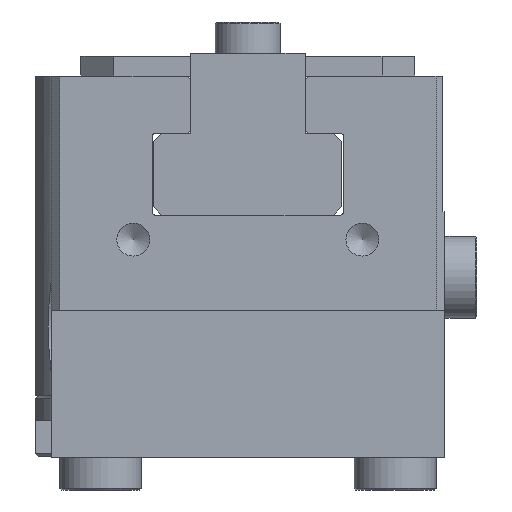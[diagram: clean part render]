
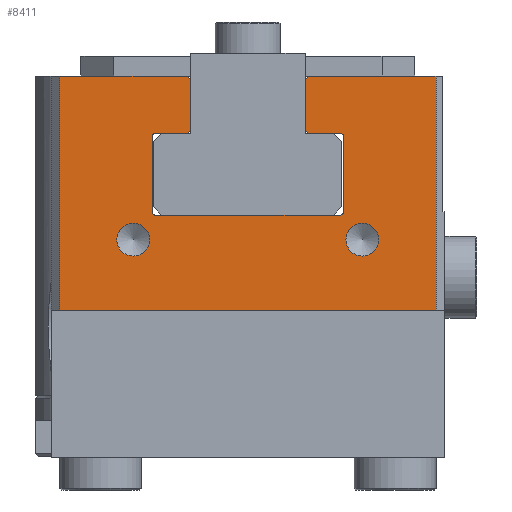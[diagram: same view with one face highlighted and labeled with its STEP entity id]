
A CAD part, left-side view. The second image highlights one B-rep face of the part: STEP entity #8411.
In plain terms, the highlighted planar face has unit normal (-1, 0, 0).
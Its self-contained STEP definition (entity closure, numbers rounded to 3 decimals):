
#691=FACE_BOUND('',#1675,.T.);
#692=FACE_BOUND('',#1676,.T.);
#819=PLANE('',#9144);
#1156=FACE_OUTER_BOUND('',#1674,.T.);
#1674=EDGE_LOOP('',(#6702,#6703,#6704,#6705,#6706,#6707,#6708,#6709,#6710,
#6711,#6712,#6713,#6714,#6715,#6716,#6717,#6718,#6719,#6720,#6721));
#1675=EDGE_LOOP('',(#6722));
#1676=EDGE_LOOP('',(#6723));
#2276=LINE('',#14250,#2967);
#2287=LINE('',#14281,#2978);
#2290=LINE('',#14294,#2981);
#2291=LINE('',#14297,#2982);
#2292=LINE('',#14299,#2983);
#2293=LINE('',#14301,#2984);
#2294=LINE('',#14303,#2985);
#2295=LINE('',#14307,#2986);
#2296=LINE('',#14311,#2987);
#2297=LINE('',#14315,#2988);
#2298=LINE('',#14319,#2989);
#2299=LINE('',#14321,#2990);
#2300=LINE('',#14323,#2991);
#2301=LINE('',#14324,#2992);
#2302=LINE('',#14326,#2993);
#2303=LINE('',#14327,#2994);
#2967=VECTOR('',#10377,10.);
#2978=VECTOR('',#10406,10.);
#2981=VECTOR('',#10419,10.);
#2982=VECTOR('',#10422,10.);
#2983=VECTOR('',#10423,10.);
#2984=VECTOR('',#10424,10.);
#2985=VECTOR('',#10425,10.);
#2986=VECTOR('',#10428,10.);
#2987=VECTOR('',#10431,10.);
#2988=VECTOR('',#10434,10.);
#2989=VECTOR('',#10437,10.);
#2990=VECTOR('',#10438,10.);
#2991=VECTOR('',#10439,10.);
#2992=VECTOR('',#10440,10.);
#2993=VECTOR('',#10441,10.);
#2994=VECTOR('',#10442,10.);
#3493=CIRCLE('',#9066,1.007);
#3495=CIRCLE('',#9070,1.007);
#3535=CIRCLE('',#9145,0.2);
#3536=CIRCLE('',#9146,0.2);
#3537=CIRCLE('',#9147,0.2);
#3538=CIRCLE('',#9148,0.2);
#3868=VERTEX_POINT('',#12512);
#3871=VERTEX_POINT('',#12521);
#4100=VERTEX_POINT('',#14247);
#4101=VERTEX_POINT('',#14249);
#4111=VERTEX_POINT('',#14278);
#4112=VERTEX_POINT('',#14280);
#4117=VERTEX_POINT('',#14292);
#4118=VERTEX_POINT('',#14296);
#4119=VERTEX_POINT('',#14298);
#4120=VERTEX_POINT('',#14300);
#4121=VERTEX_POINT('',#14302);
#4122=VERTEX_POINT('',#14304);
#4123=VERTEX_POINT('',#14306);
#4124=VERTEX_POINT('',#14308);
#4125=VERTEX_POINT('',#14310);
#4126=VERTEX_POINT('',#14312);
#4127=VERTEX_POINT('',#14314);
#4128=VERTEX_POINT('',#14316);
#4129=VERTEX_POINT('',#14318);
#4130=VERTEX_POINT('',#14320);
#4131=VERTEX_POINT('',#14322);
#4132=VERTEX_POINT('',#14325);
#4730=EDGE_CURVE('',#3868,#3868,#3493,.T.);
#4734=EDGE_CURVE('',#3871,#3871,#3495,.T.);
#5048=EDGE_CURVE('',#4100,#4101,#2276,.T.);
#5064=EDGE_CURVE('',#4111,#4112,#2287,.T.);
#5071=EDGE_CURVE('',#4112,#4117,#2290,.T.);
#5072=EDGE_CURVE('',#4118,#4111,#2291,.T.);
#5073=EDGE_CURVE('',#4118,#4119,#2292,.T.);
#5074=EDGE_CURVE('',#4120,#4119,#2293,.T.);
#5075=EDGE_CURVE('',#4120,#4121,#2294,.T.);
#5076=EDGE_CURVE('',#4122,#4121,#3535,.T.);
#5077=EDGE_CURVE('',#4122,#4123,#2295,.T.);
#5078=EDGE_CURVE('',#4124,#4123,#3536,.T.);
#5079=EDGE_CURVE('',#4124,#4125,#2296,.T.);
#5080=EDGE_CURVE('',#4126,#4125,#3537,.T.);
#5081=EDGE_CURVE('',#4126,#4127,#2297,.T.);
#5082=EDGE_CURVE('',#4128,#4127,#3538,.T.);
#5083=EDGE_CURVE('',#4128,#4129,#2298,.T.);
#5084=EDGE_CURVE('',#4130,#4129,#2299,.T.);
#5085=EDGE_CURVE('',#4130,#4131,#2300,.T.);
#5086=EDGE_CURVE('',#4101,#4131,#2301,.T.);
#5087=EDGE_CURVE('',#4132,#4100,#2302,.T.);
#5088=EDGE_CURVE('',#4132,#4117,#2303,.T.);
#6702=ORIENTED_EDGE('',*,*,#5071,.F.);
#6703=ORIENTED_EDGE('',*,*,#5064,.F.);
#6704=ORIENTED_EDGE('',*,*,#5072,.F.);
#6705=ORIENTED_EDGE('',*,*,#5073,.T.);
#6706=ORIENTED_EDGE('',*,*,#5074,.F.);
#6707=ORIENTED_EDGE('',*,*,#5075,.T.);
#6708=ORIENTED_EDGE('',*,*,#5076,.F.);
#6709=ORIENTED_EDGE('',*,*,#5077,.T.);
#6710=ORIENTED_EDGE('',*,*,#5078,.F.);
#6711=ORIENTED_EDGE('',*,*,#5079,.T.);
#6712=ORIENTED_EDGE('',*,*,#5080,.F.);
#6713=ORIENTED_EDGE('',*,*,#5081,.T.);
#6714=ORIENTED_EDGE('',*,*,#5082,.F.);
#6715=ORIENTED_EDGE('',*,*,#5083,.T.);
#6716=ORIENTED_EDGE('',*,*,#5084,.F.);
#6717=ORIENTED_EDGE('',*,*,#5085,.T.);
#6718=ORIENTED_EDGE('',*,*,#5086,.F.);
#6719=ORIENTED_EDGE('',*,*,#5048,.F.);
#6720=ORIENTED_EDGE('',*,*,#5087,.F.);
#6721=ORIENTED_EDGE('',*,*,#5088,.T.);
#6722=ORIENTED_EDGE('',*,*,#4730,.T.);
#6723=ORIENTED_EDGE('',*,*,#4734,.T.);
#8411=ADVANCED_FACE('',(#1156,#691,#692),#819,.T.);
#9066=AXIS2_PLACEMENT_3D('',#12513,#10102,#10103);
#9070=AXIS2_PLACEMENT_3D('',#12522,#10112,#10113);
#9144=AXIS2_PLACEMENT_3D('',#14295,#10420,#10421);
#9145=AXIS2_PLACEMENT_3D('',#14305,#10426,#10427);
#9146=AXIS2_PLACEMENT_3D('',#14309,#10429,#10430);
#9147=AXIS2_PLACEMENT_3D('',#14313,#10432,#10433);
#9148=AXIS2_PLACEMENT_3D('',#14317,#10435,#10436);
#10102=DIRECTION('center_axis',(1.,0.,0.));
#10103=DIRECTION('ref_axis',(0.,0.,1.));
#10112=DIRECTION('center_axis',(1.,0.,0.));
#10113=DIRECTION('ref_axis',(0.,0.,1.));
#10377=DIRECTION('',(0.,-1.,0.));
#10406=DIRECTION('',(0.,-1.,0.));
#10419=DIRECTION('',(0.,0.,-1.));
#10420=DIRECTION('center_axis',(-1.,0.,0.));
#10421=DIRECTION('ref_axis',(0.,-1.,0.));
#10422=DIRECTION('',(0.,-0.707,0.707));
#10423=DIRECTION('',(0.,0.,-1.));
#10424=DIRECTION('',(0.,0.707,0.707));
#10425=DIRECTION('',(0.,-1.,0.));
#10426=DIRECTION('center_axis',(-1.,0.,0.));
#10427=DIRECTION('ref_axis',(0.,-0.707,0.707));
#10428=DIRECTION('',(0.,0.,-1.));
#10429=DIRECTION('center_axis',(-1.,0.,0.));
#10430=DIRECTION('ref_axis',(0.,-0.707,-0.707));
#10431=DIRECTION('',(0.,1.,0.));
#10432=DIRECTION('center_axis',(-1.,0.,0.));
#10433=DIRECTION('ref_axis',(0.,0.707,-0.707));
#10434=DIRECTION('',(0.,0.,1.));
#10435=DIRECTION('center_axis',(-1.,0.,0.));
#10436=DIRECTION('ref_axis',(0.,0.707,0.707));
#10437=DIRECTION('',(0.,-1.,0.));
#10438=DIRECTION('',(0.,0.707,-0.707));
#10439=DIRECTION('',(0.,0.,1.));
#10440=DIRECTION('',(0.,-0.707,-0.707));
#10441=DIRECTION('',(0.,0.,1.));
#10442=DIRECTION('',(0.,-1.,0.));
#12512=CARTESIAN_POINT('',(-25.,7.,0.644));
#12513=CARTESIAN_POINT('Origin',(-25.,7.,1.65));
#12521=CARTESIAN_POINT('',(-25.,-7.,0.644));
#12522=CARTESIAN_POINT('Origin',(-25.,-7.,1.65));
#14247=CARTESIAN_POINT('',(-25.,11.5,11.65));
#14249=CARTESIAN_POINT('',(-25.,3.7,11.65));
#14250=CARTESIAN_POINT('',(-25.,12.,11.65));
#14278=CARTESIAN_POINT('',(-25.,-3.7,11.65));
#14280=CARTESIAN_POINT('',(-25.,-11.5,11.65));
#14281=CARTESIAN_POINT('',(-25.,12.,11.65));
#14292=CARTESIAN_POINT('',(-25.,-11.5,-2.65));
#14294=CARTESIAN_POINT('',(-25.,-11.5,0.));
#14295=CARTESIAN_POINT('Origin',(-25.,12.,0.));
#14296=CARTESIAN_POINT('',(-25.,-3.5,11.45));
#14297=CARTESIAN_POINT('',(-25.,3.188,4.763));
#14298=CARTESIAN_POINT('',(-25.,-3.5,8.35));
#14299=CARTESIAN_POINT('',(-25.,-3.5,5.825));
#14300=CARTESIAN_POINT('',(-25.,-3.7,8.15));
#14301=CARTESIAN_POINT('',(-25.,-1.762,10.088));
#14302=CARTESIAN_POINT('',(-25.,-5.65,8.15));
#14303=CARTESIAN_POINT('',(-25.,4.25,8.15));
#14304=CARTESIAN_POINT('',(-25.,-5.85,7.95));
#14305=CARTESIAN_POINT('Origin',(-25.,-5.65,7.95));
#14306=CARTESIAN_POINT('',(-25.,-5.85,3.35));
#14307=CARTESIAN_POINT('',(-25.,-5.85,4.075));
#14308=CARTESIAN_POINT('',(-25.,-5.65,3.15));
#14309=CARTESIAN_POINT('Origin',(-25.,-5.65,3.35));
#14310=CARTESIAN_POINT('',(-25.,5.65,3.15));
#14311=CARTESIAN_POINT('',(-25.,3.075,3.15));
#14312=CARTESIAN_POINT('',(-25.,5.85,3.35));
#14313=CARTESIAN_POINT('Origin',(-25.,5.65,3.35));
#14314=CARTESIAN_POINT('',(-25.,5.85,7.95));
#14315=CARTESIAN_POINT('',(-25.,5.85,1.575));
#14316=CARTESIAN_POINT('',(-25.,5.65,8.15));
#14317=CARTESIAN_POINT('Origin',(-25.,5.65,7.95));
#14318=CARTESIAN_POINT('',(-25.,3.7,8.15));
#14319=CARTESIAN_POINT('',(-25.,8.925,8.15));
#14320=CARTESIAN_POINT('',(-25.,3.5,8.35));
#14321=CARTESIAN_POINT('',(-25.,7.762,4.087));
#14322=CARTESIAN_POINT('',(-25.,3.5,11.45));
#14323=CARTESIAN_POINT('',(-25.,3.5,4.075));
#14324=CARTESIAN_POINT('',(-25.,2.812,10.763));
#14325=CARTESIAN_POINT('',(-25.,11.5,-2.65));
#14326=CARTESIAN_POINT('',(-25.,11.5,0.));
#14327=CARTESIAN_POINT('',(-25.,0.,-2.65));
